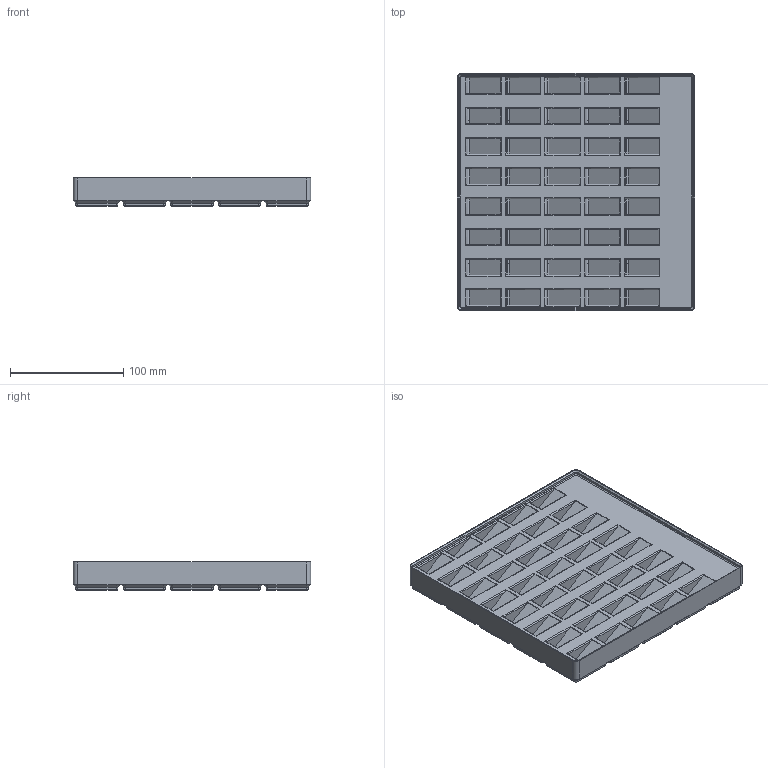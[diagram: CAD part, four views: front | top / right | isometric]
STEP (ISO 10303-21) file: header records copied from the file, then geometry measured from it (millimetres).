
FILE_DESCRIPTION(/* description */ (''),/* implementation_level */ '2;1');
FILE_NAME(/* name */ 'BitHolder_5x8.step',/* time_stamp */ '2026-01-30T10:40:39+13:00',/* author */ (''),/* organization */ (''),/* preprocessor_version */ 'ST-DEVELOPER v20.1',/* originating_system */ 'Autodesk Translation Framework v14.21.0.0',/* authorisation */ '');
FILE_SCHEMA (('AUTOMOTIVE_DESIGN { 1 0 10303 214 3 1 1 }'));
Length unit declared in the file: millimetre
Products named in the file (2): Bit Holder; Gridfinity bin 5x5x3
Assembly tree (1 placements, depth 2):
  Bit Holder
    Gridfinity bin 5x5x3
Bounding box: 209.5 x 209.5 x 24.8 mm (x, y, z)
Volume: 727594.2 mm3; surface area: 152929.7 mm2
Topology: 1 solids, 1 shells, 1135 faces, 2722 edges, 1620 vertices
Faces by surface type: plane 575, cylinder 352, cone 204, bspline 4
Entity records: 32481 total; most frequent: DIRECTION 5878, CARTESIAN_POINT 5624, ORIENTED_EDGE 5444, EDGE_CURVE 2722, AXIS2_PLACEMENT_3D 2062, LINE 1754, VECTOR 1754, VERTEX_POINT 1620
